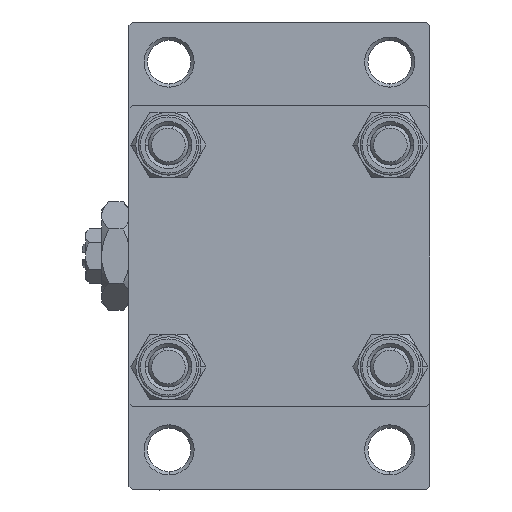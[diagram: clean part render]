
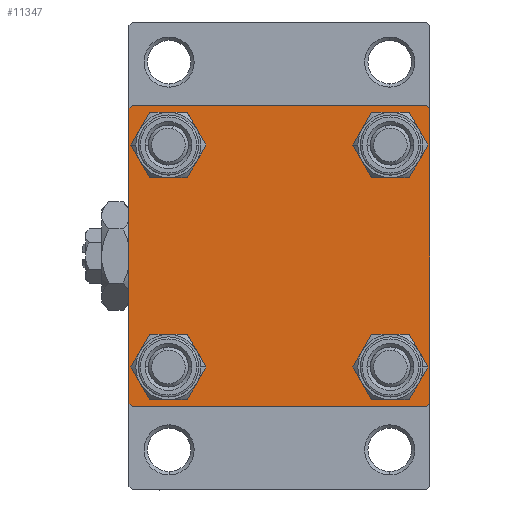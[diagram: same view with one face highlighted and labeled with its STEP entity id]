
A CAD part, left-side view. The second image highlights one B-rep face of the part: STEP entity #11347.
In plain terms, the highlighted planar face has unit normal (-1, 0, 0).
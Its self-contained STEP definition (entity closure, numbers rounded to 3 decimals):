
#94 = CIRCLE ( 'NONE', #19152, 3.5 ) ;
#316 = EDGE_CURVE ( 'NONE', #30458, #25382, #2748, .T. ) ;
#881 = CARTESIAN_POINT ( 'NONE',  ( 0., 16.6, -16.6 ) ) ;
#1233 = FACE_BOUND ( 'NONE', #5186, .T. ) ;
#1280 = CARTESIAN_POINT ( 'NONE',  ( 0., 16.6, 16.6 ) ) ;
#1372 = DIRECTION ( 'NONE',  ( 0., 0., 1. ) ) ;
#2502 = VERTEX_POINT ( 'NONE', #38605 ) ;
#2667 = CARTESIAN_POINT ( 'NONE',  ( 0., 22.5, 22.5 ) ) ;
#2748 = LINE ( 'NONE', #6713, #40924 ) ;
#3168 = VERTEX_POINT ( 'NONE', #27679 ) ;
#3375 = VERTEX_POINT ( 'NONE', #40568 ) ;
#4134 = EDGE_CURVE ( 'NONE', #3375, #25008, #16663, .T. ) ;
#4277 = LINE ( 'NONE', #19686, #47649 ) ;
#4285 = ORIENTED_EDGE ( 'NONE', *, *, #46278, .T. ) ;
#4413 = CARTESIAN_POINT ( 'NONE',  ( 0., 16.6, 16.6 ) ) ;
#4680 = AXIS2_PLACEMENT_3D ( 'NONE', #46969, #39024, #28587 ) ;
#5186 = EDGE_LOOP ( 'NONE', ( #5646, #11234 ) ) ;
#5574 = AXIS2_PLACEMENT_3D ( 'NONE', #22369, #6228, #26115 ) ;
#5646 = ORIENTED_EDGE ( 'NONE', *, *, #29159, .T. ) ;
#6228 = DIRECTION ( 'NONE',  ( 1., 0., 0. ) ) ;
#6713 = CARTESIAN_POINT ( 'NONE',  ( 0., -22.25, -22.25 ) ) ;
#8136 = CARTESIAN_POINT ( 'NONE',  ( 0., 16.6, 13.1 ) ) ;
#8263 = DIRECTION ( 'NONE',  ( 0., 0., 1. ) ) ;
#9232 = EDGE_CURVE ( 'NONE', #3168, #27596, #19655, .T. ) ;
#9407 = DIRECTION ( 'NONE',  ( 1., 0., 0. ) ) ;
#9636 = VECTOR ( 'NONE', #14087, 1000. ) ;
#9702 = ORIENTED_EDGE ( 'NONE', *, *, #45156, .T. ) ;
#10137 = EDGE_CURVE ( 'NONE', #10174, #35508, #32379, .T. ) ;
#10174 = VERTEX_POINT ( 'NONE', #8136 ) ;
#10575 = LINE ( 'NONE', #25742, #29600 ) ;
#10625 = EDGE_LOOP ( 'NONE', ( #4285, #29825 ) ) ;
#10714 = CARTESIAN_POINT ( 'NONE',  ( 0., -16.6, -16.6 ) ) ;
#11234 = ORIENTED_EDGE ( 'NONE', *, *, #41179, .T. ) ;
#11309 = VECTOR ( 'NONE', #32702, 1000. ) ;
#11347 = ADVANCED_FACE ( 'NONE', ( #28097, #42757, #1233, #43002, #46725 ), #12915, .T. ) ;
#11740 = AXIS2_PLACEMENT_3D ( 'NONE', #22255, #40668, #14060 ) ;
#12915 = PLANE ( 'NONE',  #4680 ) ;
#12949 = CARTESIAN_POINT ( 'NONE',  ( 0., 22.25, -22.25 ) ) ;
#13135 = CARTESIAN_POINT ( 'NONE',  ( 0., -16.6, -16.6 ) ) ;
#14054 = ORIENTED_EDGE ( 'NONE', *, *, #17133, .T. ) ;
#14060 = DIRECTION ( 'NONE',  ( 0., 0., 1. ) ) ;
#14087 = DIRECTION ( 'NONE',  ( 0., 0., -1. ) ) ;
#14189 = DIRECTION ( 'NONE',  ( 0., 0., 1. ) ) ;
#14694 = EDGE_CURVE ( 'NONE', #2502, #43017, #22812, .T. ) ;
#15056 = CARTESIAN_POINT ( 'NONE',  ( 0., 22.25, 22.25 ) ) ;
#15214 = DIRECTION ( 'NONE',  ( 0., -1., 0. ) ) ;
#15240 = AXIS2_PLACEMENT_3D ( 'NONE', #34237, #44928, #15335 ) ;
#15335 = DIRECTION ( 'NONE',  ( 0., 0., 1. ) ) ;
#15689 = ORIENTED_EDGE ( 'NONE', *, *, #316, .T. ) ;
#15911 = CIRCLE ( 'NONE', #5574, 3.5 ) ;
#15981 = LINE ( 'NONE', #38860, #19224 ) ;
#16663 = LINE ( 'NONE', #12949, #48089 ) ;
#17133 = EDGE_CURVE ( 'NONE', #18588, #26704, #23009, .T. ) ;
#17340 = VECTOR ( 'NONE', #38178, 1000. ) ;
#17515 = CARTESIAN_POINT ( 'NONE',  ( 0., 16.6, -20.1 ) ) ;
#17814 = CARTESIAN_POINT ( 'NONE',  ( 0., -16.6, -13.1 ) ) ;
#18435 = CIRCLE ( 'NONE', #15240, 3.5 ) ;
#18588 = VERTEX_POINT ( 'NONE', #21120 ) ;
#18751 = CARTESIAN_POINT ( 'NONE',  ( 0., 22.5, 22. ) ) ;
#19152 = AXIS2_PLACEMENT_3D ( 'NONE', #881, #42898, #1372 ) ;
#19224 = VECTOR ( 'NONE', #45731, 1000. ) ;
#19453 = DIRECTION ( 'NONE',  ( 1., 0., 0. ) ) ;
#19513 = CARTESIAN_POINT ( 'NONE',  ( 0., -22., -22.5 ) ) ;
#19655 = CIRCLE ( 'NONE', #11740, 3.5 ) ;
#19686 = CARTESIAN_POINT ( 'NONE',  ( 0., 22.5, 22.5 ) ) ;
#20009 = CARTESIAN_POINT ( 'NONE',  ( 0., -22.5, 22. ) ) ;
#20594 = DIRECTION ( 'NONE',  ( 0., 0., 1. ) ) ;
#21120 = CARTESIAN_POINT ( 'NONE',  ( 0., 22., 22.5 ) ) ;
#22037 = CARTESIAN_POINT ( 'NONE',  ( 0., -22., 22.5 ) ) ;
#22255 = CARTESIAN_POINT ( 'NONE',  ( 0., -16.6, 16.6 ) ) ;
#22369 = CARTESIAN_POINT ( 'NONE',  ( 0., -16.6, 16.6 ) ) ;
#22812 = CIRCLE ( 'NONE', #30781, 3.5 ) ;
#23009 = LINE ( 'NONE', #15056, #17340 ) ;
#25008 = VERTEX_POINT ( 'NONE', #42371 ) ;
#25127 = DIRECTION ( 'NONE',  ( 0., -0.707, -0.707 ) ) ;
#25289 = EDGE_CURVE ( 'NONE', #18588, #45157, #4277, .T. ) ;
#25382 = VERTEX_POINT ( 'NONE', #48490 ) ;
#25388 = EDGE_CURVE ( 'NONE', #27596, #3168, #15911, .T. ) ;
#25583 = AXIS2_PLACEMENT_3D ( 'NONE', #10714, #30344, #14189 ) ;
#25742 = CARTESIAN_POINT ( 'NONE',  ( 0., -22.25, 22.25 ) ) ;
#26115 = DIRECTION ( 'NONE',  ( 0., 0., 1. ) ) ;
#26600 = VERTEX_POINT ( 'NONE', #17515 ) ;
#26704 = VERTEX_POINT ( 'NONE', #18751 ) ;
#27198 = EDGE_LOOP ( 'NONE', ( #37059, #43680 ) ) ;
#27596 = VERTEX_POINT ( 'NONE', #46572 ) ;
#27679 = CARTESIAN_POINT ( 'NONE',  ( 0., -16.6, 20.1 ) ) ;
#27785 = DIRECTION ( 'NONE',  ( 0., 0., 1. ) ) ;
#28097 = FACE_BOUND ( 'NONE', #44060, .T. ) ;
#28587 = DIRECTION ( 'NONE',  ( 0., 0., 1. ) ) ;
#29159 = EDGE_CURVE ( 'NONE', #36790, #26600, #18435, .T. ) ;
#29600 = VECTOR ( 'NONE', #48604, 1000. ) ;
#29825 = ORIENTED_EDGE ( 'NONE', *, *, #14694, .T. ) ;
#30071 = ORIENTED_EDGE ( 'NONE', *, *, #45683, .F. ) ;
#30344 = DIRECTION ( 'NONE',  ( 1., 0., 0. ) ) ;
#30458 = VERTEX_POINT ( 'NONE', #19513 ) ;
#30774 = EDGE_CURVE ( 'NONE', #35508, #10174, #38306, .T. ) ;
#30781 = AXIS2_PLACEMENT_3D ( 'NONE', #13135, #9407, #20594 ) ;
#32379 = CIRCLE ( 'NONE', #36362, 3.5 ) ;
#32500 = ORIENTED_EDGE ( 'NONE', *, *, #25289, .F. ) ;
#32566 = DIRECTION ( 'NONE',  ( 0., -0.707, 0.707 ) ) ;
#32702 = DIRECTION ( 'NONE',  ( 0., -1., 0. ) ) ;
#33534 = CIRCLE ( 'NONE', #25583, 3.5 ) ;
#33614 = EDGE_CURVE ( 'NONE', #25008, #30458, #36435, .T. ) ;
#33759 = EDGE_CURVE ( 'NONE', #43692, #45157, #10575, .T. ) ;
#34237 = CARTESIAN_POINT ( 'NONE',  ( 0., 16.6, -16.6 ) ) ;
#35071 = ORIENTED_EDGE ( 'NONE', *, *, #33759, .T. ) ;
#35508 = VERTEX_POINT ( 'NONE', #45086 ) ;
#36362 = AXIS2_PLACEMENT_3D ( 'NONE', #4413, #38223, #27785 ) ;
#36435 = LINE ( 'NONE', #43892, #11309 ) ;
#36790 = VERTEX_POINT ( 'NONE', #45520 ) ;
#37059 = ORIENTED_EDGE ( 'NONE', *, *, #30774, .T. ) ;
#37349 = ORIENTED_EDGE ( 'NONE', *, *, #25388, .T. ) ;
#38178 = DIRECTION ( 'NONE',  ( 0., 0.707, -0.707 ) ) ;
#38223 = DIRECTION ( 'NONE',  ( 1., 0., 0. ) ) ;
#38306 = CIRCLE ( 'NONE', #40691, 3.5 ) ;
#38496 = ORIENTED_EDGE ( 'NONE', *, *, #9232, .T. ) ;
#38605 = CARTESIAN_POINT ( 'NONE',  ( 0., -16.6, -20.1 ) ) ;
#38860 = CARTESIAN_POINT ( 'NONE',  ( 0., -22.5, 22.5 ) ) ;
#39024 = DIRECTION ( 'NONE',  ( -1., 0., 0. ) ) ;
#40568 = CARTESIAN_POINT ( 'NONE',  ( 0., 22.5, -22. ) ) ;
#40668 = DIRECTION ( 'NONE',  ( 1., 0., 0. ) ) ;
#40691 = AXIS2_PLACEMENT_3D ( 'NONE', #1280, #19453, #8263 ) ;
#40924 = VECTOR ( 'NONE', #32566, 1000. ) ;
#41179 = EDGE_CURVE ( 'NONE', #26600, #36790, #94, .T. ) ;
#42371 = CARTESIAN_POINT ( 'NONE',  ( 0., 22., -22.5 ) ) ;
#42757 = FACE_BOUND ( 'NONE', #10625, .T. ) ;
#42898 = DIRECTION ( 'NONE',  ( 1., 0., 0. ) ) ;
#43002 = FACE_BOUND ( 'NONE', #27198, .T. ) ;
#43010 = ORIENTED_EDGE ( 'NONE', *, *, #33614, .T. ) ;
#43017 = VERTEX_POINT ( 'NONE', #17814 ) ;
#43650 = EDGE_LOOP ( 'NONE', ( #9702, #48461, #43010, #15689, #30071, #35071, #32500, #14054 ) ) ;
#43680 = ORIENTED_EDGE ( 'NONE', *, *, #10137, .T. ) ;
#43692 = VERTEX_POINT ( 'NONE', #20009 ) ;
#43892 = CARTESIAN_POINT ( 'NONE',  ( 0., 22.5, -22.5 ) ) ;
#44060 = EDGE_LOOP ( 'NONE', ( #38496, #37349 ) ) ;
#44928 = DIRECTION ( 'NONE',  ( 1., 0., 0. ) ) ;
#45086 = CARTESIAN_POINT ( 'NONE',  ( 0., 16.6, 20.1 ) ) ;
#45156 = EDGE_CURVE ( 'NONE', #26704, #3375, #48160, .T. ) ;
#45157 = VERTEX_POINT ( 'NONE', #22037 ) ;
#45520 = CARTESIAN_POINT ( 'NONE',  ( 0., 16.6, -13.1 ) ) ;
#45683 = EDGE_CURVE ( 'NONE', #43692, #25382, #15981, .T. ) ;
#45731 = DIRECTION ( 'NONE',  ( 0., 0., -1. ) ) ;
#46278 = EDGE_CURVE ( 'NONE', #43017, #2502, #33534, .T. ) ;
#46572 = CARTESIAN_POINT ( 'NONE',  ( 0., -16.6, 13.1 ) ) ;
#46725 = FACE_OUTER_BOUND ( 'NONE', #43650, .T. ) ;
#46969 = CARTESIAN_POINT ( 'NONE',  ( 0., 0., 0. ) ) ;
#47649 = VECTOR ( 'NONE', #15214, 1000. ) ;
#48089 = VECTOR ( 'NONE', #25127, 1000. ) ;
#48160 = LINE ( 'NONE', #2667, #9636 ) ;
#48461 = ORIENTED_EDGE ( 'NONE', *, *, #4134, .T. ) ;
#48490 = CARTESIAN_POINT ( 'NONE',  ( 0., -22.5, -22. ) ) ;
#48604 = DIRECTION ( 'NONE',  ( 0., 0.707, 0.707 ) ) ;
